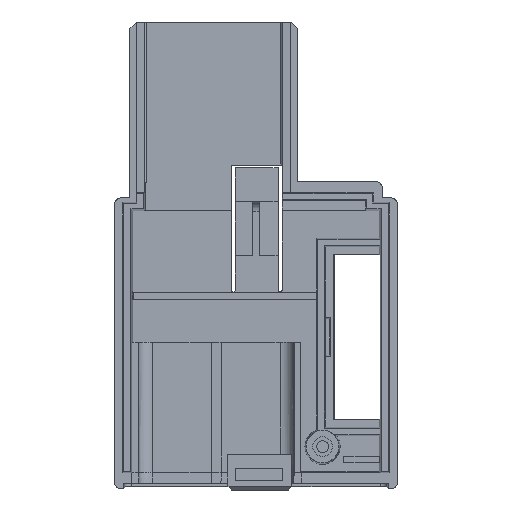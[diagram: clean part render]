
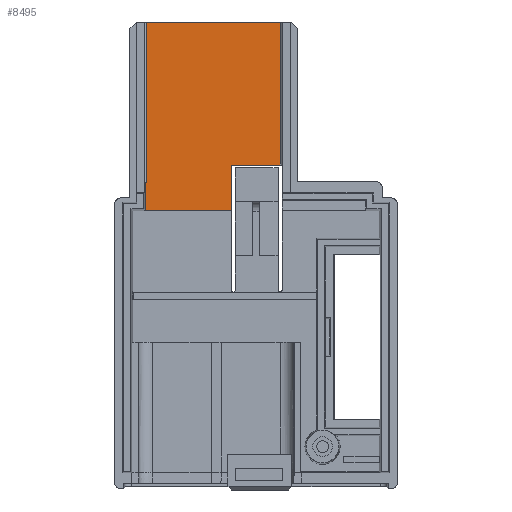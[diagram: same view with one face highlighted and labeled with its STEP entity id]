
A CAD part, top view. The second image highlights one B-rep face of the part: STEP entity #8495.
In plain terms, the highlighted planar face has unit normal (0, 0, 1).
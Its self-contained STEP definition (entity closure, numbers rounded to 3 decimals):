
#1290=DIRECTION('',(-1.,0.,0.));
#1291=VECTOR('',#1290,20.6);
#1292=CARTESIAN_POINT('',(25.45,71.7,-5.));
#1293=LINE('',#1292,#1291);
#2191=DIRECTION('',(0.,-1.,0.));
#2192=VECTOR('',#2191,24.675);
#2193=CARTESIAN_POINT('',(4.85,71.7,-5.));
#2194=LINE('',#2193,#2192);
#2212=DIRECTION('',(1.,0.,0.));
#2213=VECTOR('',#2212,13.213);
#2214=CARTESIAN_POINT('',(4.687,42.813,-5.));
#2215=LINE('',#2214,#2213);
#2571=DIRECTION('',(-1.,0.,0.));
#2572=VECTOR('',#2571,7.55);
#2573=CARTESIAN_POINT('',(25.45,49.75,-5.));
#2574=LINE('',#2573,#2572);
#2575=DIRECTION('',(0.,1.,0.));
#2576=VECTOR('',#2575,6.937);
#2577=CARTESIAN_POINT('',(17.9,42.813,-5.));
#2578=LINE('',#2577,#2576);
#2579=DIRECTION('',(1.,0.,0.));
#2580=VECTOR('',#2579,0.163);
#2581=CARTESIAN_POINT('',(4.687,47.025,-5.));
#2582=LINE('',#2581,#2580);
#2583=DIRECTION('',(0.,-1.,0.));
#2584=VECTOR('',#2583,21.95);
#2585=CARTESIAN_POINT('',(25.45,71.7,-5.));
#2586=LINE('',#2585,#2584);
#2591=DIRECTION('',(0.,-1.,0.));
#2592=VECTOR('',#2591,4.213);
#2593=CARTESIAN_POINT('',(4.687,47.025,-5.));
#2594=LINE('',#2593,#2592);
#2599=CARTESIAN_POINT('',(4.85,47.025,-5.));
#3959=CARTESIAN_POINT('',(4.687,47.025,-5.));
#3960=CARTESIAN_POINT('',(4.687,42.813,-5.));
#3961=VERTEX_POINT('',#3959);
#3962=VERTEX_POINT('',#3960);
#3977=CARTESIAN_POINT('',(25.45,71.7,-5.));
#3979=VERTEX_POINT('',#3977);
#3981=CARTESIAN_POINT('',(4.85,71.7,-5.));
#3982=VERTEX_POINT('',#3981);
#3989=VERTEX_POINT('',#2599);
#4024=CARTESIAN_POINT('',(17.9,42.813,-5.));
#4026=VERTEX_POINT('',#4024);
#4029=CARTESIAN_POINT('',(25.45,49.75,-5.));
#4030=CARTESIAN_POINT('',(17.9,49.75,-5.));
#4031=VERTEX_POINT('',#4029);
#4032=VERTEX_POINT('',#4030);
#8478=CARTESIAN_POINT('',(21.705,23.6,-5.));
#8479=DIRECTION('',(0.,0.,1.));
#8480=DIRECTION('',(1.,0.,0.));
#8481=AXIS2_PLACEMENT_3D('',#8478,#8479,#8480);
#8482=PLANE('',#8481);
#8483=ORIENTED_EDGE('',*,*,#8411,.T.);
#8484=ORIENTED_EDGE('',*,*,#7913,.F.);
#8485=ORIENTED_EDGE('',*,*,#7891,.F.);
#8487=ORIENTED_EDGE('',*,*,#8486,.F.);
#8489=ORIENTED_EDGE('',*,*,#8488,.T.);
#8490=ORIENTED_EDGE('',*,*,#7865,.F.);
#8491=ORIENTED_EDGE('',*,*,#6625,.F.);
#8492=ORIENTED_EDGE('',*,*,#8470,.T.);
#8493=EDGE_LOOP('',(#8483,#8484,#8485,#8487,#8489,#8490,#8491,#8492));
#8494=FACE_OUTER_BOUND('',#8493,.F.);
#8495=ADVANCED_FACE('',(#8494),#8482,.T.);
#6625=EDGE_CURVE('',#3979,#3982,#1293,.T.);
#7865=EDGE_CURVE('',#3982,#3989,#2194,.T.);
#7891=EDGE_CURVE('',#3962,#4026,#2215,.T.);
#7913=EDGE_CURVE('',#4026,#4032,#2578,.T.);
#8411=EDGE_CURVE('',#4031,#4032,#2574,.T.);
#8470=EDGE_CURVE('',#3979,#4031,#2586,.T.);
#8486=EDGE_CURVE('',#3961,#3962,#2594,.T.);
#8488=EDGE_CURVE('',#3961,#3989,#2582,.T.);
